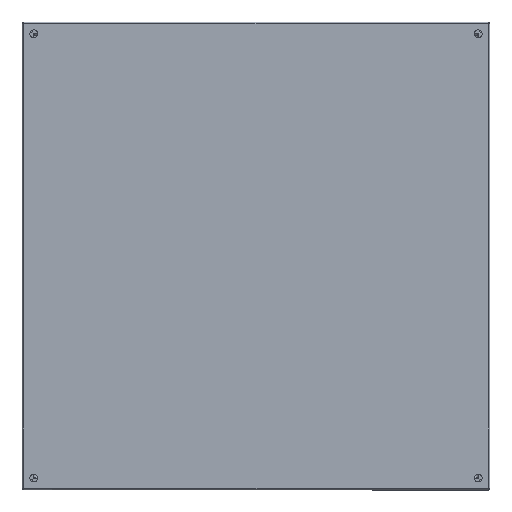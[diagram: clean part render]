
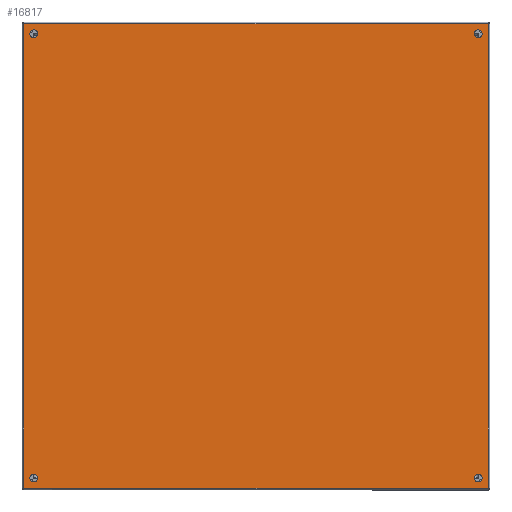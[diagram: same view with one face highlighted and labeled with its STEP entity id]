
A CAD part, top view. The second image highlights one B-rep face of the part: STEP entity #16817.
In plain terms, the highlighted face is planar.
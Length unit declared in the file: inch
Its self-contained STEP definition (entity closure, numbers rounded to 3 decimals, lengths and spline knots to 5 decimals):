
#143 = FACE_BOUND ( 'NONE', #36832, .T. ) ;
#444 = VERTEX_POINT ( 'NONE', #5617 ) ;
#809 = ORIENTED_EDGE ( 'NONE', *, *, #7221, .T. ) ;
#1230 = EDGE_CURVE ( 'NONE', #40270, #9253, #18901, .T. ) ;
#1327 = CIRCLE ( 'NONE', #30461, 0.25 ) ;
#1653 = ORIENTED_EDGE ( 'NONE', *, *, #1230, .T. ) ;
#1769 = DIRECTION ( 'NONE',  ( 1., 0., 0. ) ) ;
#2423 = ORIENTED_EDGE ( 'NONE', *, *, #9950, .T. ) ;
#2584 = DIRECTION ( 'NONE',  ( 0., 0., -1. ) ) ;
#2939 = DIRECTION ( 'NONE',  ( 0., 0., 1. ) ) ;
#4153 = VERTEX_POINT ( 'NONE', #41088 ) ;
#4738 = ORIENTED_EDGE ( 'NONE', *, *, #28737, .F. ) ;
#5617 = CARTESIAN_POINT ( 'NONE',  ( 0., 29., -14.25 ) ) ;
#5848 = CARTESIAN_POINT ( 'NONE',  ( 0., 0.108, 14.928 ) ) ;
#6332 = ORIENTED_EDGE ( 'NONE', *, *, #7999, .F. ) ;
#6864 = EDGE_CURVE ( 'NONE', #39226, #25406, #37413, .T. ) ;
#7018 = EDGE_LOOP ( 'NONE', ( #36465, #35145 ) ) ;
#7164 = DIRECTION ( 'NONE',  ( 0., -1., 0. ) ) ;
#7221 = EDGE_CURVE ( 'NONE', #14062, #16889, #42986, .T. ) ;
#7846 = ORIENTED_EDGE ( 'NONE', *, *, #17448, .T. ) ;
#7999 = EDGE_CURVE ( 'NONE', #24185, #11456, #10992, .T. ) ;
#8188 = AXIS2_PLACEMENT_3D ( 'NONE', #14643, #18136, #30588 ) ;
#8488 = AXIS2_PLACEMENT_3D ( 'NONE', #42873, #40475, #26316 ) ;
#8666 = DIRECTION ( 'NONE',  ( 1., 0., 0. ) ) ;
#9253 = VERTEX_POINT ( 'NONE', #28100 ) ;
#9635 = DIRECTION ( 'NONE',  ( 0., 1., 0. ) ) ;
#9673 = VERTEX_POINT ( 'NONE', #14890 ) ;
#9950 = EDGE_CURVE ( 'NONE', #9673, #444, #19620, .T. ) ;
#10729 = ORIENTED_EDGE ( 'NONE', *, *, #11629, .T. ) ;
#10876 = EDGE_CURVE ( 'NONE', #9253, #40270, #25961, .T. ) ;
#10992 = LINE ( 'NONE', #15108, #19781 ) ;
#11390 = CARTESIAN_POINT ( 'NONE',  ( 0., 0.75, -14.25 ) ) ;
#11453 = VECTOR ( 'NONE', #2584, 39.37008 ) ;
#11456 = VERTEX_POINT ( 'NONE', #41871 ) ;
#11610 = DIRECTION ( 'NONE',  ( 1., 0., 0. ) ) ;
#11629 = EDGE_CURVE ( 'NONE', #444, #9673, #1327, .T. ) ;
#11632 = DIRECTION ( 'NONE',  ( 0., 1., 0. ) ) ;
#11717 = LINE ( 'NONE', #25010, #16030 ) ;
#12019 = DIRECTION ( 'NONE',  ( 0., 1., 0. ) ) ;
#12714 = AXIS2_PLACEMENT_3D ( 'NONE', #23359, #26174, #9635 ) ;
#13168 = ORIENTED_EDGE ( 'NONE', *, *, #36445, .F. ) ;
#13894 = EDGE_LOOP ( 'NONE', ( #32886, #1653 ) ) ;
#14062 = VERTEX_POINT ( 'NONE', #24072 ) ;
#14643 = CARTESIAN_POINT ( 'NONE',  ( 0., 0.75, -14.25 ) ) ;
#14890 = CARTESIAN_POINT ( 'NONE',  ( 0., 29.5, -14.25 ) ) ;
#15108 = CARTESIAN_POINT ( 'NONE',  ( 0., 0.072, -14.892 ) ) ;
#15219 = AXIS2_PLACEMENT_3D ( 'NONE', #31635, #24907, #28168 ) ;
#16030 = VECTOR ( 'NONE', #2939, 39.37008 ) ;
#16089 = LINE ( 'NONE', #5848, #11453 ) ;
#16817 = ADVANCED_FACE ( 'NONE', ( #17152, #23953, #40291, #34214, #143 ), #33551, .F. ) ;
#16889 = VERTEX_POINT ( 'NONE', #24576 ) ;
#17152 = FACE_BOUND ( 'NONE', #7018, .T. ) ;
#17448 = EDGE_CURVE ( 'NONE', #16889, #14062, #34463, .T. ) ;
#17632 = CARTESIAN_POINT ( 'NONE',  ( 0., 29.892, 14.892 ) ) ;
#18136 = DIRECTION ( 'NONE',  ( 1., 0., 0. ) ) ;
#18289 = CARTESIAN_POINT ( 'NONE',  ( 0., 29., 14.25 ) ) ;
#18901 = CIRCLE ( 'NONE', #8488, 0.25 ) ;
#19154 = VECTOR ( 'NONE', #30707, 39.37008 ) ;
#19620 = CIRCLE ( 'NONE', #42024, 0.25 ) ;
#19781 = VECTOR ( 'NONE', #11632, 39.37008 ) ;
#20005 = DIRECTION ( 'NONE',  ( 1., 0., 0. ) ) ;
#21715 = VERTEX_POINT ( 'NONE', #17632 ) ;
#22346 = EDGE_LOOP ( 'NONE', ( #37407, #13168, #4738, #6332 ) ) ;
#22901 = CIRCLE ( 'NONE', #15219, 0.25 ) ;
#23359 = CARTESIAN_POINT ( 'NONE',  ( 0., 29.25, 14.25 ) ) ;
#23953 = FACE_OUTER_BOUND ( 'NONE', #22346, .T. ) ;
#24072 = CARTESIAN_POINT ( 'NONE',  ( 0., 1., -14.25 ) ) ;
#24185 = VERTEX_POINT ( 'NONE', #31471 ) ;
#24206 = LINE ( 'NONE', #40107, #19154 ) ;
#24576 = CARTESIAN_POINT ( 'NONE',  ( 0., 0.5, -14.25 ) ) ;
#24907 = DIRECTION ( 'NONE',  ( 1., 0., 0. ) ) ;
#25010 = CARTESIAN_POINT ( 'NONE',  ( 0., 29.892, 14.928 ) ) ;
#25058 = CARTESIAN_POINT ( 'NONE',  ( 0., 1., 14.25 ) ) ;
#25128 = DIRECTION ( 'NONE',  ( 0., 1., 0. ) ) ;
#25406 = VERTEX_POINT ( 'NONE', #30277 ) ;
#25961 = CIRCLE ( 'NONE', #12714, 0.25 ) ;
#26138 = EDGE_CURVE ( 'NONE', #4153, #24185, #16089, .T. ) ;
#26174 = DIRECTION ( 'NONE',  ( 1., 0., 0. ) ) ;
#26316 = DIRECTION ( 'NONE',  ( 0., 1., 0. ) ) ;
#26683 = EDGE_LOOP ( 'NONE', ( #809, #7846 ) ) ;
#27627 = DIRECTION ( 'NONE',  ( 1., 0., 0. ) ) ;
#28100 = CARTESIAN_POINT ( 'NONE',  ( 0., 29.5, 14.25 ) ) ;
#28168 = DIRECTION ( 'NONE',  ( 0., 1., 0. ) ) ;
#28737 = EDGE_CURVE ( 'NONE', #11456, #21715, #11717, .T. ) ;
#29706 = AXIS2_PLACEMENT_3D ( 'NONE', #33956, #20005, #36365 ) ;
#30277 = CARTESIAN_POINT ( 'NONE',  ( 0., 0.5, 14.25 ) ) ;
#30461 = AXIS2_PLACEMENT_3D ( 'NONE', #35515, #8666, #34631 ) ;
#30588 = DIRECTION ( 'NONE',  ( 0., 1., 0. ) ) ;
#30707 = DIRECTION ( 'NONE',  ( 0., -1., 0. ) ) ;
#31471 = CARTESIAN_POINT ( 'NONE',  ( 0., 0.108, -14.892 ) ) ;
#31635 = CARTESIAN_POINT ( 'NONE',  ( 0., 0.75, 14.25 ) ) ;
#32886 = ORIENTED_EDGE ( 'NONE', *, *, #10876, .T. ) ;
#33551 = PLANE ( 'NONE',  #38019 ) ;
#33956 = CARTESIAN_POINT ( 'NONE',  ( 0., 0.75, 14.25 ) ) ;
#34214 = FACE_BOUND ( 'NONE', #26683, .T. ) ;
#34463 = CIRCLE ( 'NONE', #35174, 0.25 ) ;
#34631 = DIRECTION ( 'NONE',  ( 0., 1., 0. ) ) ;
#34965 = CARTESIAN_POINT ( 'NONE',  ( 0., 29.25, -14.25 ) ) ;
#35145 = ORIENTED_EDGE ( 'NONE', *, *, #37820, .T. ) ;
#35174 = AXIS2_PLACEMENT_3D ( 'NONE', #11390, #11610, #25128 ) ;
#35515 = CARTESIAN_POINT ( 'NONE',  ( 0., 29.25, -14.25 ) ) ;
#36365 = DIRECTION ( 'NONE',  ( 0., 1., 0. ) ) ;
#36445 = EDGE_CURVE ( 'NONE', #21715, #4153, #24206, .T. ) ;
#36465 = ORIENTED_EDGE ( 'NONE', *, *, #6864, .T. ) ;
#36832 = EDGE_LOOP ( 'NONE', ( #2423, #10729 ) ) ;
#37057 = CARTESIAN_POINT ( 'NONE',  ( 0., 0.072, 14.928 ) ) ;
#37407 = ORIENTED_EDGE ( 'NONE', *, *, #26138, .F. ) ;
#37413 = CIRCLE ( 'NONE', #29706, 0.25 ) ;
#37820 = EDGE_CURVE ( 'NONE', #25406, #39226, #22901, .T. ) ;
#38019 = AXIS2_PLACEMENT_3D ( 'NONE', #37057, #27627, #7164 ) ;
#39226 = VERTEX_POINT ( 'NONE', #25058 ) ;
#40107 = CARTESIAN_POINT ( 'NONE',  ( 0., 0.072, 14.892 ) ) ;
#40270 = VERTEX_POINT ( 'NONE', #18289 ) ;
#40291 = FACE_BOUND ( 'NONE', #13894, .T. ) ;
#40475 = DIRECTION ( 'NONE',  ( 1., 0., 0. ) ) ;
#41088 = CARTESIAN_POINT ( 'NONE',  ( 0., 0.108, 14.892 ) ) ;
#41871 = CARTESIAN_POINT ( 'NONE',  ( 0., 29.892, -14.892 ) ) ;
#42024 = AXIS2_PLACEMENT_3D ( 'NONE', #34965, #1769, #12019 ) ;
#42873 = CARTESIAN_POINT ( 'NONE',  ( 0., 29.25, 14.25 ) ) ;
#42986 = CIRCLE ( 'NONE', #8188, 0.25 ) ;
